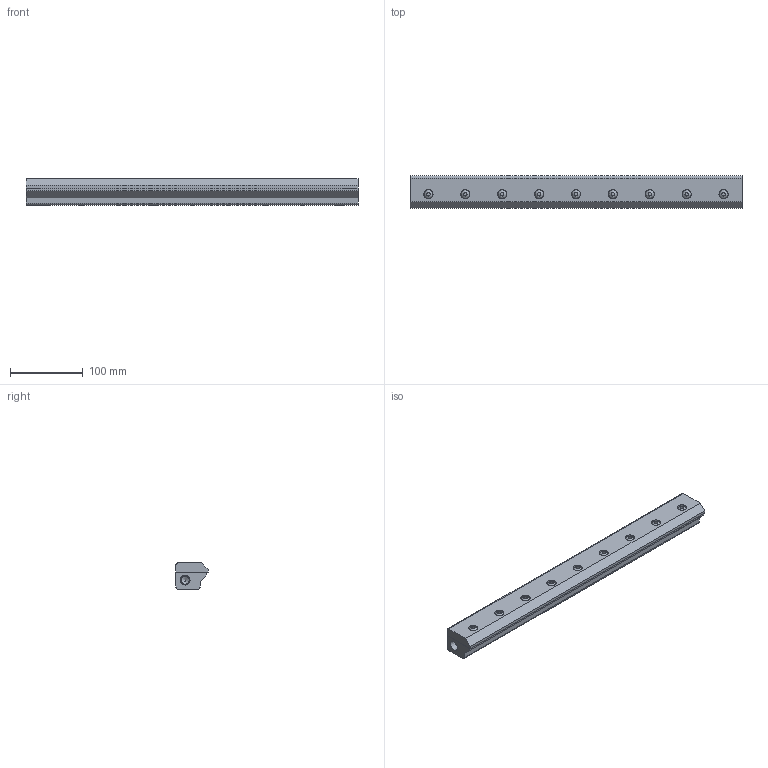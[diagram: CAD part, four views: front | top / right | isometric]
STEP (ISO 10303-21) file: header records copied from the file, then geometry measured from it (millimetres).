
FILE_DESCRIPTION((''),'2;1');
FILE_NAME('110018.stp','2007-10-31T08:36:29',('Dan Preston'),(''),'Autodesk Inventor 2008','Autodesk Inventor 2008','');
FILE_SCHEMA(('AUTOMOTIVE_DESIGN { 1 0 10303 214 1 1 1 1 }'));
Length unit declared in the file: inch
Products named in the file (12): 110018; 1100181; 1100182; 1100183; 1100184; 1100185; 1100186; 1100187; 1100188; 1100189; 11001810; 11001811
Assembly tree (11 placements, depth 2):
  110018
    1100181
    1100182
    1100183
    1100184
    1100185
    1100186
    1100187
    1100188
    1100189
    11001810
    11001811
Bounding box: 457.2 x 44.44 x 36.69 mm (x, y, z)
Volume: 625692.6 mm3; surface area: 123152.1 mm2
Topology: 11 solids, 11 shells, 196 faces, 428 edges, 285 vertices
Faces by surface type: plane 115, cylinder 49, bspline 21, cone 11
Full cylindrical faces by diameter (mm): 5.105 x9, 6.35 x9, 7.163 x9, 10.999 x1, 11.1 x9, 12.7 x9
Entity records: 5699 total; most frequent: CARTESIAN_POINT 1365, DIRECTION 854, ORIENTED_EDGE 656, EDGE_LOOP 338, AXIS2_PLACEMENT_3D 328, EDGE_CURVE 328, VERTEX_POINT 260, VECTOR 198
